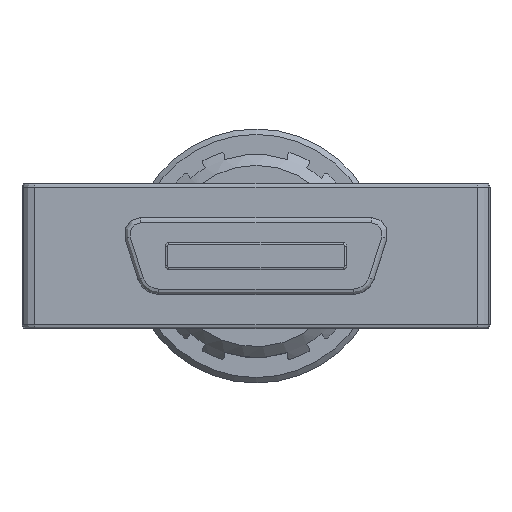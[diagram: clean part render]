
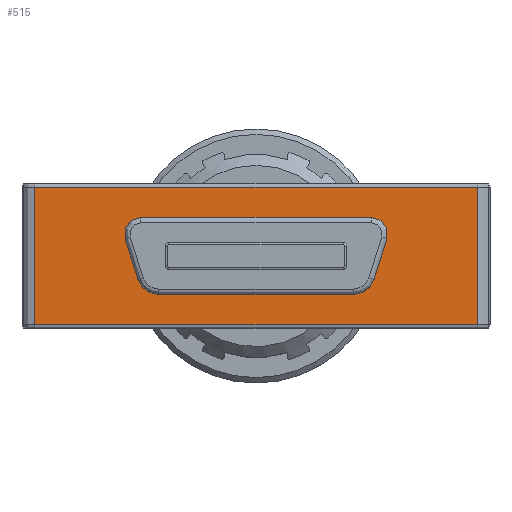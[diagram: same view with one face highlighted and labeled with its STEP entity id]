
A CAD part, left-side view. The second image highlights one B-rep face of the part: STEP entity #515.
In plain terms, the highlighted planar face has unit normal (-1, 0, 0).
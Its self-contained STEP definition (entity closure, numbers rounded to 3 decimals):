
#515 = ADVANCED_FACE( '', ( #1140, #1141 ), #1142, .T. );
#1140 = FACE_OUTER_BOUND( '', #3028, .T. );
#1141 = FACE_BOUND( '', #3029, .T. );
#1142 = PLANE( '', #3030 );
#3028 = EDGE_LOOP( '', ( #4850, #4851, #4852, #4853 ) );
#3029 = EDGE_LOOP( '', ( #4854, #4855, #4856, #4857, #4858, #4859, #4860, #4861 ) );
#3030 = AXIS2_PLACEMENT_3D( '', #4862, #4863, #4864 );
#4850 = ORIENTED_EDGE( '', *, *, #6432, .T. );
#4851 = ORIENTED_EDGE( '', *, *, #6420, .T. );
#4852 = ORIENTED_EDGE( '', *, *, #6358, .F. );
#4853 = ORIENTED_EDGE( '', *, *, #6458, .T. );
#4854 = ORIENTED_EDGE( '', *, *, #6192, .T. );
#4855 = ORIENTED_EDGE( '', *, *, #6459, .T. );
#4856 = ORIENTED_EDGE( '', *, *, #6017, .T. );
#4857 = ORIENTED_EDGE( '', *, *, #6453, .T. );
#4858 = ORIENTED_EDGE( '', *, *, #6460, .T. );
#4859 = ORIENTED_EDGE( '', *, *, #6102, .T. );
#4860 = ORIENTED_EDGE( '', *, *, #5981, .T. );
#4861 = ORIENTED_EDGE( '', *, *, #6461, .T. );
#4862 = CARTESIAN_POINT( '', ( 0., 12.2, -8. ) );
#4863 = DIRECTION( '', ( -1., 0., 0. ) );
#4864 = DIRECTION( '', ( 0., 1., 0. ) );
#5981 = EDGE_CURVE( '', #6842, #6846, #6848, .T. );
#6017 = EDGE_CURVE( '', #6904, #6908, #6910, .T. );
#6102 = EDGE_CURVE( '', #7051, #6842, #7054, .T. );
#6192 = EDGE_CURVE( '', #7202, #7204, #7206, .T. );
#6358 = EDGE_CURVE( '', #7046, #7453, #7454, .T. );
#6420 = EDGE_CURVE( '', #7251, #7453, #7538, .F. );
#6432 = EDGE_CURVE( '', #6940, #7251, #7554, .T. );
#6453 = EDGE_CURVE( '', #6908, #7579, #7581, .T. );
#6458 = EDGE_CURVE( '', #7046, #6940, #7587, .T. );
#6459 = EDGE_CURVE( '', #7204, #6904, #7588, .T. );
#6460 = EDGE_CURVE( '', #7579, #7051, #7589, .T. );
#6461 = EDGE_CURVE( '', #6846, #7202, #7590, .T. );
#6842 = VERTEX_POINT( '', #8075 );
#6846 = VERTEX_POINT( '', #8081 );
#6848 = LINE( '', #8084, #8085 );
#6904 = VERTEX_POINT( '', #8182 );
#6908 = VERTEX_POINT( '', #8188 );
#6910 = LINE( '', #8191, #8192 );
#6940 = VERTEX_POINT( '', #8235 );
#7046 = VERTEX_POINT( '', #8756 );
#7051 = VERTEX_POINT( '', #8761 );
#7054 = CIRCLE( '', #8765, 1.2 );
#7202 = VERTEX_POINT( '', #9198 );
#7204 = VERTEX_POINT( '', #9201 );
#7206 = LINE( '', #9204, #9205 );
#7251 = VERTEX_POINT( '', #9271 );
#7453 = VERTEX_POINT( '', #9664 );
#7454 = LINE( '', #9665, #9666 );
#7538 = LINE( '', #9780, #9781 );
#7554 = LINE( '', #9801, #9802 );
#7579 = VERTEX_POINT( '', #9837 );
#7581 = CIRCLE( '', #9840, 0.9 );
#7587 = LINE( '', #9848, #9849 );
#7588 = CIRCLE( '', #9850, 0.9 );
#7589 = LINE( '', #9851, #9852 );
#7590 = CIRCLE( '', #9853, 1.2 );
#8075 = CARTESIAN_POINT( '', ( 0., -5.363, -6.127 ) );
#8081 = CARTESIAN_POINT( '', ( 0., 5.363, -6.127 ) );
#8084 = CARTESIAN_POINT( '', ( 0., -5.363, -6.127 ) );
#8085 = VECTOR( '', #10541, 1000. );
#8182 = CARTESIAN_POINT( '', ( 0., 6.363, -1.873 ) );
#8188 = CARTESIAN_POINT( '', ( 0., -6.364, -1.873 ) );
#8191 = CARTESIAN_POINT( '', ( 0., 6.363, -1.873 ) );
#8192 = VECTOR( '', #10580, 1000. );
#8235 = CARTESIAN_POINT( '', ( 0., -12.2, -7.8 ) );
#8756 = CARTESIAN_POINT( '', ( 0., 12.2, -7.8 ) );
#8761 = CARTESIAN_POINT( '', ( 0., -6.507, -5.291 ) );
#8765 = AXIS2_PLACEMENT_3D( '', #10657, #10658, #10659 );
#9198 = CARTESIAN_POINT( '', ( 0., 6.506, -5.291 ) );
#9201 = CARTESIAN_POINT( '', ( 0., 7.221, -3.046 ) );
#9204 = CARTESIAN_POINT( '', ( 0., 6.506, -5.291 ) );
#9205 = VECTOR( '', #10763, 1000. );
#9271 = CARTESIAN_POINT( '', ( 0., -12.2, -0.2 ) );
#9664 = CARTESIAN_POINT( '', ( 0., 12.2, -0.2 ) );
#9665 = CARTESIAN_POINT( '', ( 0., 12.2, -8. ) );
#9666 = VECTOR( '', #10952, 1000. );
#9780 = CARTESIAN_POINT( '', ( 0., 12.2, -0.2 ) );
#9781 = VECTOR( '', #11034, 1000. );
#9801 = CARTESIAN_POINT( '', ( 0., -12.2, -8. ) );
#9802 = VECTOR( '', #11048, 1000. );
#9837 = CARTESIAN_POINT( '', ( 0., -7.222, -3.046 ) );
#9840 = AXIS2_PLACEMENT_3D( '', #11072, #11073, #11074 );
#9848 = CARTESIAN_POINT( '', ( 0., -12.2, -7.8 ) );
#9849 = VECTOR( '', #11077, 1000. );
#9850 = AXIS2_PLACEMENT_3D( '', #11078, #11079, #11080 );
#9851 = CARTESIAN_POINT( '', ( 0., -7.222, -3.046 ) );
#9852 = VECTOR( '', #11081, 1000. );
#9853 = AXIS2_PLACEMENT_3D( '', #11082, #11083, #11084 );
#10541 = DIRECTION( '', ( 0., 1., 0. ) );
#10580 = DIRECTION( '', ( 0., -1., 0. ) );
#10657 = CARTESIAN_POINT( '', ( 0., -5.363, -4.927 ) );
#10658 = DIRECTION( '', ( 1., 0., 0. ) );
#10659 = DIRECTION( '', ( 0., -0.953, -0.303 ) );
#10763 = DIRECTION( '', ( 0., 0.303, 0.953 ) );
#10952 = DIRECTION( '', ( 0., 0., 1. ) );
#11034 = DIRECTION( '', ( 0., -1., 0. ) );
#11048 = DIRECTION( '', ( 0., 0., 1. ) );
#11072 = CARTESIAN_POINT( '', ( 0., -6.364, -2.773 ) );
#11073 = DIRECTION( '', ( 1., 0., 0. ) );
#11074 = DIRECTION( '', ( 0., 0., 1. ) );
#11077 = DIRECTION( '', ( 0., -1., 0. ) );
#11078 = CARTESIAN_POINT( '', ( 0., 6.363, -2.773 ) );
#11079 = DIRECTION( '', ( 1., 0., 0. ) );
#11080 = DIRECTION( '', ( 0., 0.953, -0.303 ) );
#11081 = DIRECTION( '', ( 0., 0.303, -0.953 ) );
#11082 = CARTESIAN_POINT( '', ( 0., 5.363, -4.927 ) );
#11083 = DIRECTION( '', ( 1., 0., 0. ) );
#11084 = DIRECTION( '', ( 0., 0., -1. ) );
